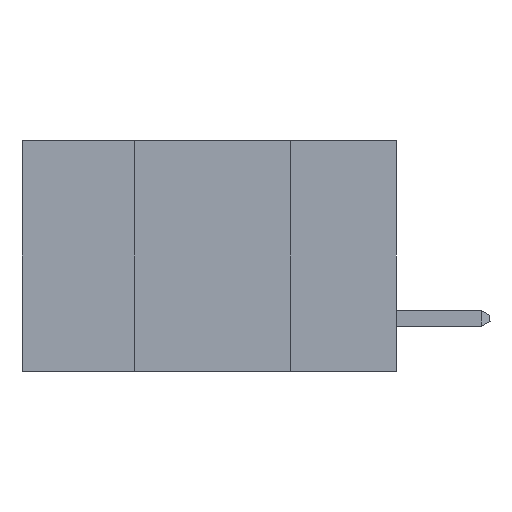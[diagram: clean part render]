
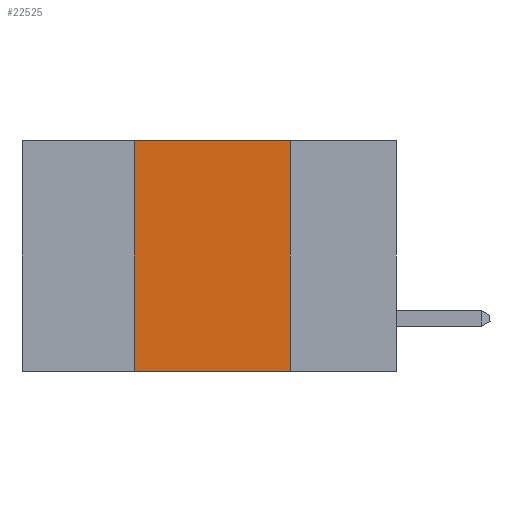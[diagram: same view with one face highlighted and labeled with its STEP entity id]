
A CAD part, left-side view. The second image highlights one B-rep face of the part: STEP entity #22525.
In plain terms, the highlighted planar face has unit normal (-1, 0, 0).
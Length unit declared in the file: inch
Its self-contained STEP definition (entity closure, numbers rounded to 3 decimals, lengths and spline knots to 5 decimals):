
#2137 = VECTOR ( 'NONE', #8924, 39.37008 ) ;
#2157 = DIRECTION ( 'NONE',  ( 0., 0., -1. ) ) ;
#4317 = CARTESIAN_POINT ( 'NONE',  ( 0., 0.17, 0. ) ) ;
#4736 = DIRECTION ( 'NONE',  ( 0., 0., -1. ) ) ;
#4970 = VERTEX_POINT ( 'NONE', #18618 ) ;
#5869 = CARTESIAN_POINT ( 'NONE',  ( 0., 0.42, -0.37 ) ) ;
#6764 = CARTESIAN_POINT ( 'NONE',  ( 0., 0.17, 0. ) ) ;
#6778 = VECTOR ( 'NONE', #4736, 39.37008 ) ;
#7191 = LINE ( 'NONE', #4317, #6778 ) ;
#7351 = CARTESIAN_POINT ( 'NONE',  ( 0., 0.6, 0. ) ) ;
#7791 = VECTOR ( 'NONE', #11545, 39.37008 ) ;
#8197 = LINE ( 'NONE', #28843, #11672 ) ;
#8622 = CARTESIAN_POINT ( 'NONE',  ( 0., 0.6, 0. ) ) ;
#8924 = DIRECTION ( 'NONE',  ( 0., -1., 0. ) ) ;
#9264 = DIRECTION ( 'NONE',  ( 0., -1., 0. ) ) ;
#10277 = EDGE_LOOP ( 'NONE', ( #17517, #23059, #27552, #16369 ) ) ;
#11545 = DIRECTION ( 'NONE',  ( 0., 0., 1. ) ) ;
#11672 = VECTOR ( 'NONE', #9264, 39.37008 ) ;
#11846 = EDGE_CURVE ( 'NONE', #19758, #21047, #8197, .T. ) ;
#12212 = LINE ( 'NONE', #8622, #2137 ) ;
#14054 = EDGE_CURVE ( 'NONE', #19758, #4970, #15985, .T. ) ;
#14817 = AXIS2_PLACEMENT_3D ( 'NONE', #7351, #22081, #2157 ) ;
#15202 = EDGE_CURVE ( 'NONE', #4970, #16863, #12212, .T. ) ;
#15985 = LINE ( 'NONE', #26147, #7791 ) ;
#16079 = CARTESIAN_POINT ( 'NONE',  ( 0., 0.17, -0.37 ) ) ;
#16369 = ORIENTED_EDGE ( 'NONE', *, *, #11846, .T. ) ;
#16863 = VERTEX_POINT ( 'NONE', #6764 ) ;
#17517 = ORIENTED_EDGE ( 'NONE', *, *, #21882, .F. ) ;
#18618 = CARTESIAN_POINT ( 'NONE',  ( 0., 0.42, 0. ) ) ;
#19709 = PLANE ( 'NONE',  #14817 ) ;
#19758 = VERTEX_POINT ( 'NONE', #5869 ) ;
#21047 = VERTEX_POINT ( 'NONE', #16079 ) ;
#21882 = EDGE_CURVE ( 'NONE', #16863, #21047, #7191, .T. ) ;
#22081 = DIRECTION ( 'NONE',  ( 1., 0., 0. ) ) ;
#22525 = ADVANCED_FACE ( 'NONE', ( #25728 ), #19709, .F. ) ;
#23059 = ORIENTED_EDGE ( 'NONE', *, *, #15202, .F. ) ;
#25728 = FACE_OUTER_BOUND ( 'NONE', #10277, .T. ) ;
#26147 = CARTESIAN_POINT ( 'NONE',  ( 0., 0.42, 0. ) ) ;
#27552 = ORIENTED_EDGE ( 'NONE', *, *, #14054, .F. ) ;
#28843 = CARTESIAN_POINT ( 'NONE',  ( 0., 0.6, -0.37 ) ) ;
